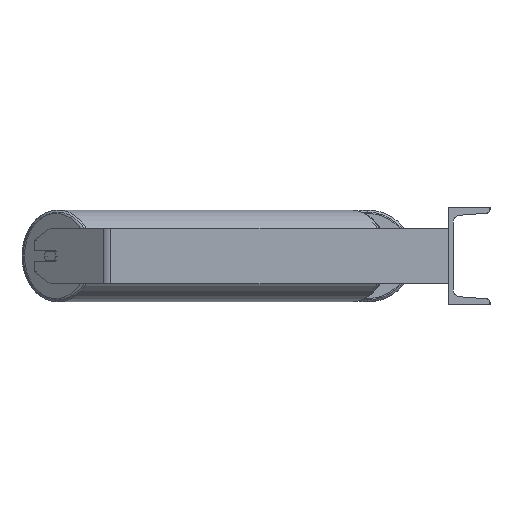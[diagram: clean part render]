
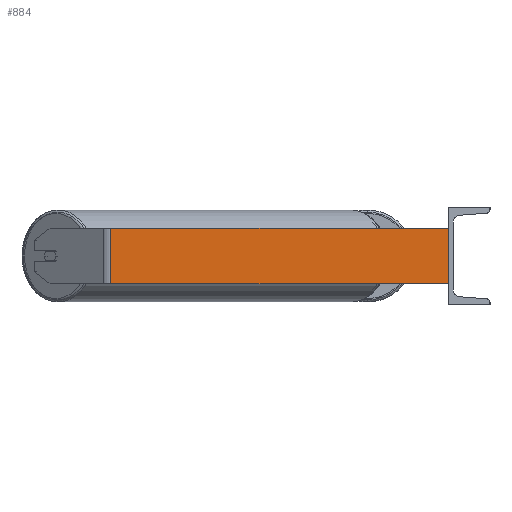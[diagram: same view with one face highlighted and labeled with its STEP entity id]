
A CAD part, left-side view. The second image highlights one B-rep face of the part: STEP entity #884.
In plain terms, the highlighted planar face has unit normal (-1, 0, 0).
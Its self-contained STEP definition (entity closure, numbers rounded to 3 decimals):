
#33 = EDGE_CURVE ( 'NONE', #2562, #7585, #5761, .T. ) ;
#87 = EDGE_CURVE ( 'NONE', #2562, #7033, #1576, .T. ) ;
#177 = VECTOR ( 'NONE', #267, 1000. ) ;
#267 = DIRECTION ( 'NONE',  ( 0., 0., -1. ) ) ;
#780 = DIRECTION ( 'NONE',  ( 0., 0., -1. ) ) ;
#810 = DIRECTION ( 'NONE',  ( 0., -1., 0. ) ) ;
#862 = ORIENTED_EDGE ( 'NONE', *, *, #5040, .T. ) ;
#872 = DIRECTION ( 'NONE',  ( 1., 0., 0. ) ) ;
#884 = ADVANCED_FACE ( 'NONE', ( #2938 ), #5712, .F. ) ;
#1038 = ORIENTED_EDGE ( 'NONE', *, *, #4799, .F. ) ;
#1232 = VECTOR ( 'NONE', #2327, 1000. ) ;
#1303 = VECTOR ( 'NONE', #1556, 1000. ) ;
#1556 = DIRECTION ( 'NONE',  ( 0., 0., -1. ) ) ;
#1576 = LINE ( 'NONE', #2973, #1767 ) ;
#1643 = CARTESIAN_POINT ( 'NONE',  ( -985., 494.627, -40. ) ) ;
#1693 = VERTEX_POINT ( 'NONE', #5399 ) ;
#1767 = VECTOR ( 'NONE', #810, 1000. ) ;
#2189 = AXIS2_PLACEMENT_3D ( 'NONE', #2889, #872, #780 ) ;
#2245 = LINE ( 'NONE', #1643, #1232 ) ;
#2327 = DIRECTION ( 'NONE',  ( 0., -1., 0. ) ) ;
#2360 = ORIENTED_EDGE ( 'NONE', *, *, #87, .F. ) ;
#2562 = VERTEX_POINT ( 'NONE', #6230 ) ;
#2889 = CARTESIAN_POINT ( 'NONE',  ( -985., 494.627, 40. ) ) ;
#2938 = FACE_OUTER_BOUND ( 'NONE', #4719, .T. ) ;
#2973 = CARTESIAN_POINT ( 'NONE',  ( -985., 494.627, 40. ) ) ;
#4719 = EDGE_LOOP ( 'NONE', ( #862, #1038, #2360, #5415 ) ) ;
#4799 = EDGE_CURVE ( 'NONE', #7033, #1693, #5127, .T. ) ;
#5040 = EDGE_CURVE ( 'NONE', #7585, #1693, #2245, .T. ) ;
#5127 = LINE ( 'NONE', #5783, #177 ) ;
#5256 = CARTESIAN_POINT ( 'NONE',  ( -985., 0., 40. ) ) ;
#5399 = CARTESIAN_POINT ( 'NONE',  ( -985., 0., -40. ) ) ;
#5415 = ORIENTED_EDGE ( 'NONE', *, *, #33, .T. ) ;
#5502 = CARTESIAN_POINT ( 'NONE',  ( -985., 488.803, -40. ) ) ;
#5712 = PLANE ( 'NONE',  #2189 ) ;
#5761 = LINE ( 'NONE', #7787, #1303 ) ;
#5783 = CARTESIAN_POINT ( 'NONE',  ( -985., 0., 40. ) ) ;
#6230 = CARTESIAN_POINT ( 'NONE',  ( -985., 488.803, 40. ) ) ;
#7033 = VERTEX_POINT ( 'NONE', #5256 ) ;
#7585 = VERTEX_POINT ( 'NONE', #5502 ) ;
#7787 = CARTESIAN_POINT ( 'NONE',  ( -985., 488.803, 40. ) ) ;
